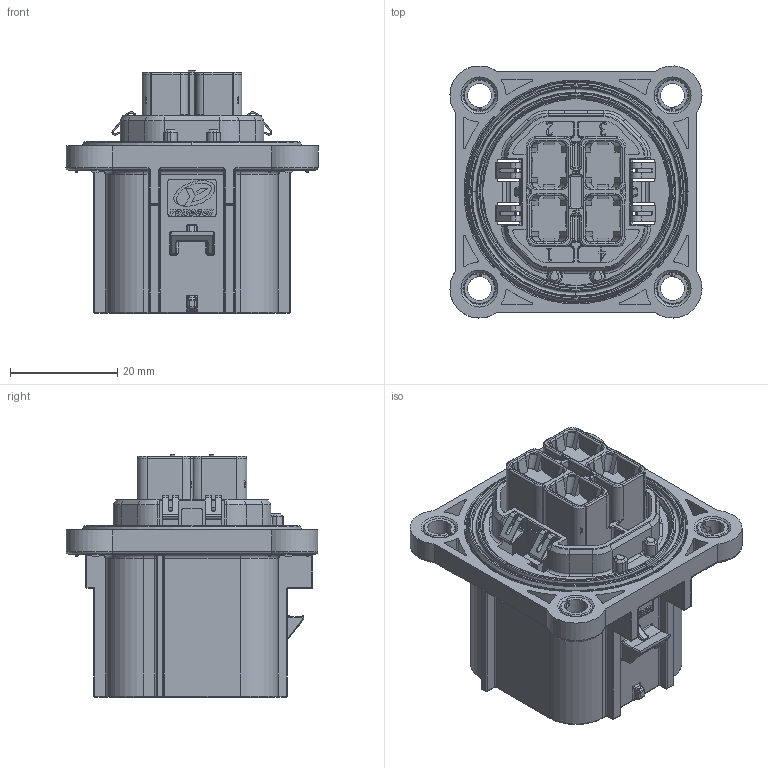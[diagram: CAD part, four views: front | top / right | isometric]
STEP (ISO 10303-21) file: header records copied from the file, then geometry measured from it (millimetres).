
FILE_DESCRIPTION (( 'STEP AP214' ), '1' );
FILE_NAME ('YGEV2-P4RA²å×ù.STEP', '2025-04-21T06:49:36', ( '' ), ( '' ), 'SwSTEP 2.0', 'SolidWorks 2023', '' );
FILE_SCHEMA (( 'AUTOMOTIVE_DESIGN' ));
Length unit declared in the file: millimetre
Products named in the file (1): YGEV2-P4RA插座
Bounding box: 46.99 x 46.99 x 45.2 mm (x, y, z)
Volume: 24129.2 mm3; surface area: 24113 mm2
Topology: 1 solids, 1 shells, 3544 faces, 9397 edges, 5908 vertices
Faces by surface type: plane 1865, cylinder 984, bspline 319, torus 231, cone 100, sphere 45
Entity records: 162614 total; most frequent: CARTESIAN_POINT 38817, ORIENTED_EDGE 18640, DIRECTION 16620, EDGE_CURVE 9320, LINE 5950, VECTOR 5950, VERTEX_POINT 5900, AXIS2_PLACEMENT_3D 5335
